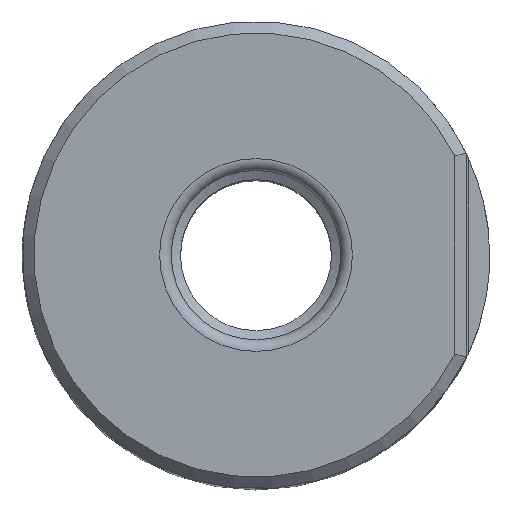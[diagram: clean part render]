
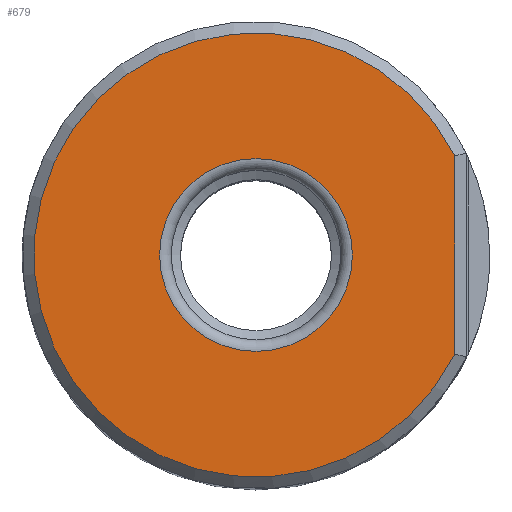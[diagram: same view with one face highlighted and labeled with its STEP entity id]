
A CAD part, top view. The second image highlights one B-rep face of the part: STEP entity #679.
In plain terms, the highlighted planar face has unit normal (0, 0, 1).
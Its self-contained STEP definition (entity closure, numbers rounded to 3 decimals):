
#21=LINE('',#988,#29);
#29=VECTOR('',#813,1000.);
#37=PLANE('',#727);
#90=ORIENTED_EDGE('',*,*,#188,.T.);
#91=ORIENTED_EDGE('',*,*,#184,.T.);
#92=ORIENTED_EDGE('',*,*,#189,.T.);
#184=EDGE_CURVE('',#232,#233,#269,.T.);
#188=EDGE_CURVE('',#236,#236,#271,.F.);
#189=EDGE_CURVE('',#233,#232,#21,.T.);
#232=VERTEX_POINT('',#972);
#233=VERTEX_POINT('',#973);
#236=VERTEX_POINT('',#987);
#269=CIRCLE('',#725,19.);
#271=CIRCLE('',#728,8.25);
#300=EDGE_LOOP('',(#90));
#301=EDGE_LOOP('',(#91,#92));
#361=FACE_BOUND('',#300,.T.);
#362=FACE_BOUND('',#301,.T.);
#679=ADVANCED_FACE('',(#361,#362),#37,.T.);
#725=AXIS2_PLACEMENT_3D('',#971,#805,#806);
#727=AXIS2_PLACEMENT_3D('',#985,#809,#810);
#728=AXIS2_PLACEMENT_3D('',#986,#811,#812);
#805=DIRECTION('',(0.,0.,1.));
#806=DIRECTION('',(1.,0.,0.));
#809=DIRECTION('',(0.,0.,1.));
#810=DIRECTION('',(1.,0.,0.));
#811=DIRECTION('',(0.,0.,1.));
#812=DIRECTION('',(1.,0.,0.));
#813=DIRECTION('',(0.,1.,0.));
#971=CARTESIAN_POINT('',(0.,0.,115.));
#972=CARTESIAN_POINT('',(17.,8.485,115.));
#973=CARTESIAN_POINT('',(17.,-8.485,115.));
#985=CARTESIAN_POINT('',(20.,0.,115.));
#986=CARTESIAN_POINT('',(0.,0.,115.));
#987=CARTESIAN_POINT('',(8.25,0.,115.));
#988=CARTESIAN_POINT('',(17.,0.,115.));
